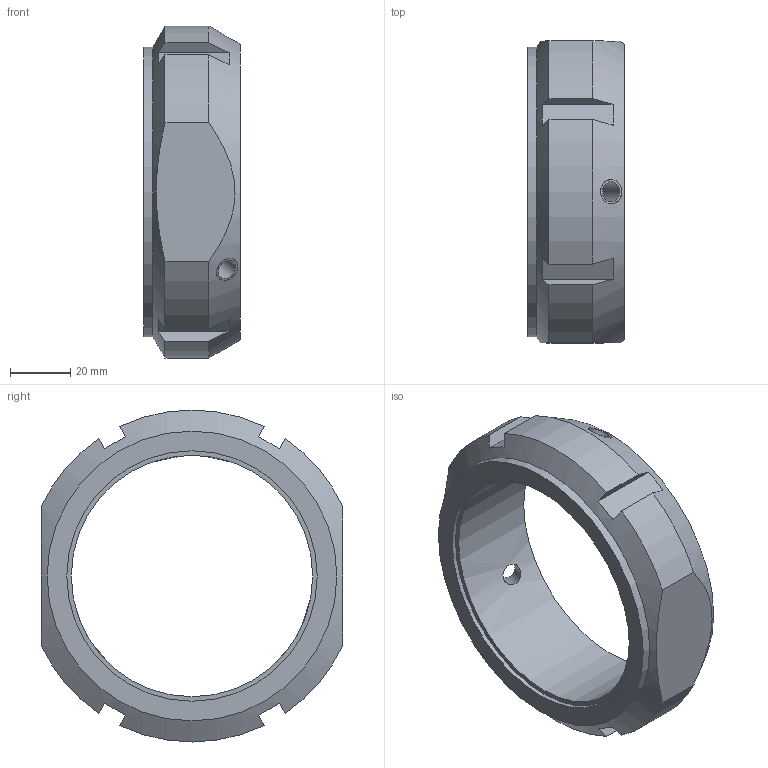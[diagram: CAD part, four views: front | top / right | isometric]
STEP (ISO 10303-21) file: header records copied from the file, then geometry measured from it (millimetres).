
FILE_DESCRIPTION((''),'2;1');
FILE_NAME('FKD FKN80.stp','2014-03-01T19:45:51',('sugidesign'),(''),'Autodesk Inventor LT ','Autodesk Inventor LT ','');
FILE_SCHEMA(('CONFIG_CONTROL_DESIGN'));
Length unit declared in the file: millimetre
Products named in the file (1): FKD FKN80
Bounding box: 32 x 100 x 110 mm (x, y, z)
Volume: 111119.7 mm3; surface area: 26028.5 mm2
Topology: 1 solids, 1 shells, 40 faces, 104 edges, 70 vertices
Faces by surface type: plane 20, cylinder 18, cone 2
Full cylindrical faces by diameter (mm): 6.647 x3, 80 x1, 83 x1, 96 x1
Entity records: 1375 total; most frequent: CARTESIAN_POINT 466, ORIENTED_EDGE 182, DIRECTION 158, EDGE_CURVE 91, AXIS2_PLACEMENT_3D 69, VERTEX_POINT 65, EDGE_LOOP 60, FACE_OUTER_BOUND 40
